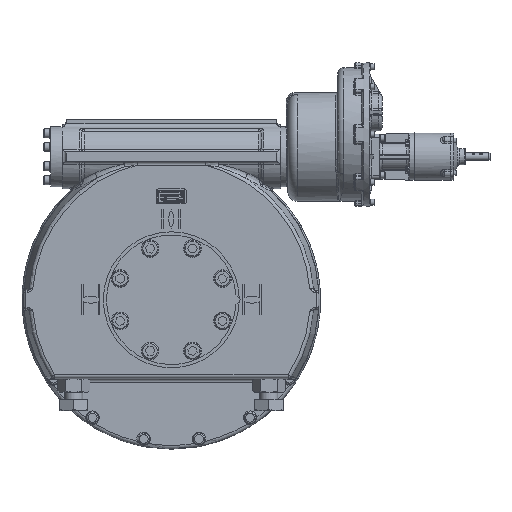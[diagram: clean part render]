
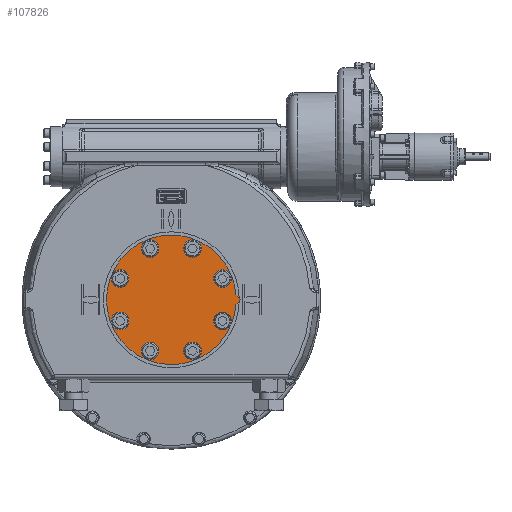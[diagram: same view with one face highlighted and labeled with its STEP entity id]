
A CAD part, top view. The second image highlights one B-rep face of the part: STEP entity #107826.
In plain terms, the highlighted planar face has unit normal (0, 0, 1).
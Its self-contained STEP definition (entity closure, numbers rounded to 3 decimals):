
#10647=LINE('',#205179,#20290);
#10651=LINE('',#205189,#20294);
#20290=VECTOR('',#128578,1000.);
#20294=VECTOR('',#128588,1000.);
#42959=ORIENTED_EDGE('',*,*,#66671,.F.);
#42960=ORIENTED_EDGE('',*,*,#66672,.F.);
#42961=ORIENTED_EDGE('',*,*,#66673,.F.);
#42962=ORIENTED_EDGE('',*,*,#66674,.F.);
#42963=ORIENTED_EDGE('',*,*,#66675,.F.);
#42964=ORIENTED_EDGE('',*,*,#66676,.F.);
#42965=ORIENTED_EDGE('',*,*,#66677,.F.);
#42966=ORIENTED_EDGE('',*,*,#66678,.F.);
#42967=ORIENTED_EDGE('',*,*,#66508,.T.);
#42968=ORIENTED_EDGE('',*,*,#66513,.T.);
#42969=ORIENTED_EDGE('',*,*,#66511,.T.);
#66508=EDGE_CURVE('',#79636,#79637,#10647,.T.);
#66511=EDGE_CURVE('',#79638,#79636,#85647,.T.);
#66513=EDGE_CURVE('',#79637,#79638,#10651,.T.);
#66671=EDGE_CURVE('',#79791,#79791,#85656,.T.);
#66672=EDGE_CURVE('',#79792,#79792,#85657,.T.);
#66673=EDGE_CURVE('',#79793,#79793,#85658,.T.);
#66674=EDGE_CURVE('',#79794,#79794,#85659,.T.);
#66675=EDGE_CURVE('',#79795,#79795,#85660,.T.);
#66676=EDGE_CURVE('',#79796,#79796,#85661,.T.);
#66677=EDGE_CURVE('',#79797,#79797,#85662,.T.);
#66678=EDGE_CURVE('',#79798,#79798,#85663,.T.);
#79636=VERTEX_POINT('',#205180);
#79637=VERTEX_POINT('',#205181);
#79638=VERTEX_POINT('',#205186);
#79791=VERTEX_POINT('',#207144);
#79792=VERTEX_POINT('',#207146);
#79793=VERTEX_POINT('',#207148);
#79794=VERTEX_POINT('',#207150);
#79795=VERTEX_POINT('',#207152);
#79796=VERTEX_POINT('',#207154);
#79797=VERTEX_POINT('',#207156);
#79798=VERTEX_POINT('',#207158);
#85647=CIRCLE('',#113999,172.5);
#85656=CIRCLE('',#114176,23.5);
#85657=CIRCLE('',#114177,23.5);
#85658=CIRCLE('',#114178,23.5);
#85659=CIRCLE('',#114179,23.5);
#85660=CIRCLE('',#114180,23.5);
#85661=CIRCLE('',#114181,23.5);
#85662=CIRCLE('',#114182,23.5);
#85663=CIRCLE('',#114183,23.5);
#90258=EDGE_LOOP('',(#42959));
#90259=EDGE_LOOP('',(#42960));
#90260=EDGE_LOOP('',(#42961));
#90261=EDGE_LOOP('',(#42962));
#90262=EDGE_LOOP('',(#42963));
#90263=EDGE_LOOP('',(#42964));
#90264=EDGE_LOOP('',(#42965));
#90265=EDGE_LOOP('',(#42966));
#90266=EDGE_LOOP('',(#42967,#42968,#42969));
#97221=FACE_BOUND('',#90258,.T.);
#97222=FACE_BOUND('',#90259,.T.);
#97223=FACE_BOUND('',#90260,.T.);
#97224=FACE_BOUND('',#90261,.T.);
#97225=FACE_BOUND('',#90262,.T.);
#97226=FACE_BOUND('',#90263,.T.);
#97227=FACE_BOUND('',#90264,.T.);
#97228=FACE_BOUND('',#90265,.T.);
#97229=FACE_BOUND('',#90266,.T.);
#102069=PLANE('',#114175);
#107826=ADVANCED_FACE('',(#97221,#97222,#97223,#97224,#97225,#97226,#97227,
#97228,#97229),#102069,.T.);
#113999=AXIS2_PLACEMENT_3D('',#205185,#128583,#128584);
#114175=AXIS2_PLACEMENT_3D('',#207142,#128959,#128960);
#114176=AXIS2_PLACEMENT_3D('',#207143,#128961,#128962);
#114177=AXIS2_PLACEMENT_3D('',#207145,#128963,#128964);
#114178=AXIS2_PLACEMENT_3D('',#207147,#128965,#128966);
#114179=AXIS2_PLACEMENT_3D('',#207149,#128967,#128968);
#114180=AXIS2_PLACEMENT_3D('',#207151,#128969,#128970);
#114181=AXIS2_PLACEMENT_3D('',#207153,#128971,#128972);
#114182=AXIS2_PLACEMENT_3D('',#207155,#128973,#128974);
#114183=AXIS2_PLACEMENT_3D('',#207157,#128975,#128976);
#128578=DIRECTION('',(0.707,0.707,0.));
#128583=DIRECTION('',(0.,0.,1.));
#128584=DIRECTION('',(1.,0.,0.));
#128588=DIRECTION('',(-0.707,0.707,0.));
#128959=DIRECTION('',(0.,0.,1.));
#128960=DIRECTION('',(1.,0.,0.));
#128961=DIRECTION('',(0.,0.,1.));
#128962=DIRECTION('',(0.707,-0.707,0.));
#128963=DIRECTION('',(0.,0.,1.));
#128964=DIRECTION('',(0.,-1.,0.));
#128965=DIRECTION('',(0.,0.,1.));
#128966=DIRECTION('',(1.,0.,0.));
#128967=DIRECTION('',(0.,0.,1.));
#128968=DIRECTION('',(-0.707,0.707,0.));
#128969=DIRECTION('',(0.,0.,1.));
#128970=DIRECTION('',(0.707,0.707,0.));
#128971=DIRECTION('',(0.,0.,1.));
#128972=DIRECTION('',(-0.707,-0.707,0.));
#128973=DIRECTION('',(0.,0.,1.));
#128974=DIRECTION('',(-1.,0.,0.));
#128975=DIRECTION('',(0.,0.,1.));
#128976=DIRECTION('',(0.,1.,0.));
#205179=CARTESIAN_POINT('',(185.,0.,90.75));
#205180=CARTESIAN_POINT('',(172.01,-12.99,90.75));
#205181=CARTESIAN_POINT('',(185.,0.,90.75));
#205185=CARTESIAN_POINT('',(0.,0.,90.75));
#205186=CARTESIAN_POINT('',(172.01,12.99,90.75));
#205189=CARTESIAN_POINT('',(185.,0.,90.75));
#207142=CARTESIAN_POINT('',(0.,0.,90.75));
#207143=CARTESIAN_POINT('',(56.446,-136.272,90.75));
#207144=CARTESIAN_POINT('',(73.063,-152.889,90.75));
#207145=CARTESIAN_POINT('',(-56.446,-136.272,90.75));
#207146=CARTESIAN_POINT('',(-56.446,-159.772,90.75));
#207147=CARTESIAN_POINT('',(136.272,-56.446,90.75));
#207148=CARTESIAN_POINT('',(159.772,-56.446,90.75));
#207149=CARTESIAN_POINT('',(-56.446,136.272,90.75));
#207150=CARTESIAN_POINT('',(-73.063,152.889,90.75));
#207151=CARTESIAN_POINT('',(136.272,56.446,90.75));
#207152=CARTESIAN_POINT('',(152.889,73.063,90.75));
#207153=CARTESIAN_POINT('',(-136.272,-56.446,90.75));
#207154=CARTESIAN_POINT('',(-152.889,-73.063,90.75));
#207155=CARTESIAN_POINT('',(-136.272,56.446,90.75));
#207156=CARTESIAN_POINT('',(-159.772,56.446,90.75));
#207157=CARTESIAN_POINT('',(56.446,136.272,90.75));
#207158=CARTESIAN_POINT('',(56.446,159.772,90.75));
